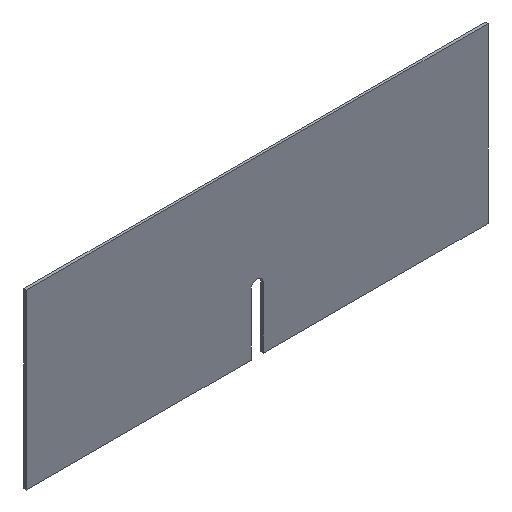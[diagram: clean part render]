
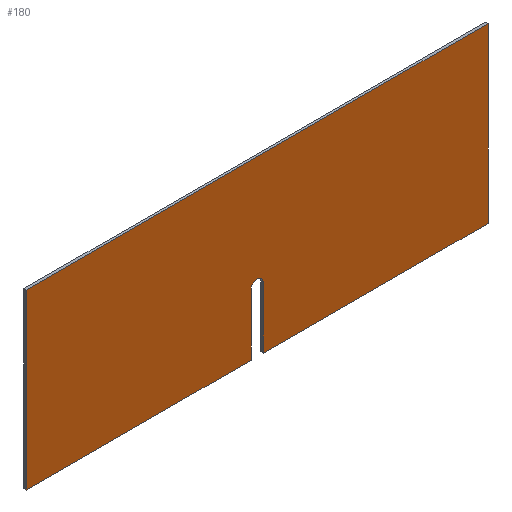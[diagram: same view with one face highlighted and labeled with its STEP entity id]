
A CAD part, isometric view. The second image highlights one B-rep face of the part: STEP entity #180.
In plain terms, the highlighted planar face has unit normal (0, -1, 0).
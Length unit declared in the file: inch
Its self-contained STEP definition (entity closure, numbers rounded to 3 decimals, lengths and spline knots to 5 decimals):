
#17=FACE_OUTER_BOUND('',#27,.T.);
#27=EDGE_LOOP('',(#123,#124,#125,#126,#127,#128,#129,#130));
#37=CIRCLE('',#199,0.3125);
#39=LINE('',#262,#61);
#40=LINE('',#266,#62);
#41=LINE('',#268,#63);
#42=LINE('',#270,#64);
#43=LINE('',#272,#65);
#44=LINE('',#274,#66);
#45=LINE('',#275,#67);
#61=VECTOR('',#214,3.1875);
#62=VECTOR('',#217,3.1875);
#63=VECTOR('',#218,11.6875);
#64=VECTOR('',#219,9.);
#65=VECTOR('',#220,24.);
#66=VECTOR('',#221,9.);
#67=VECTOR('',#222,11.6875);
#83=VERTEX_POINT('',#260);
#84=VERTEX_POINT('',#261);
#85=VERTEX_POINT('',#263);
#86=VERTEX_POINT('',#265);
#87=VERTEX_POINT('',#267);
#88=VERTEX_POINT('',#269);
#89=VERTEX_POINT('',#271);
#90=VERTEX_POINT('',#273);
#99=EDGE_CURVE('',#83,#84,#39,.T.);
#100=EDGE_CURVE('',#85,#83,#37,.T.);
#101=EDGE_CURVE('',#85,#86,#40,.T.);
#102=EDGE_CURVE('',#86,#87,#41,.T.);
#103=EDGE_CURVE('',#87,#88,#42,.T.);
#104=EDGE_CURVE('',#88,#89,#43,.T.);
#105=EDGE_CURVE('',#89,#90,#44,.T.);
#106=EDGE_CURVE('',#90,#84,#45,.T.);
#123=ORIENTED_EDGE('',*,*,#99,.F.);
#124=ORIENTED_EDGE('',*,*,#100,.F.);
#125=ORIENTED_EDGE('',*,*,#101,.T.);
#126=ORIENTED_EDGE('',*,*,#102,.T.);
#127=ORIENTED_EDGE('',*,*,#103,.T.);
#128=ORIENTED_EDGE('',*,*,#104,.T.);
#129=ORIENTED_EDGE('',*,*,#105,.T.);
#130=ORIENTED_EDGE('',*,*,#106,.T.);
#171=PLANE('',#198);
#180=ADVANCED_FACE('',(#17),#171,.F.);
#198=AXIS2_PLACEMENT_3D('',#259,#212,#213);
#199=AXIS2_PLACEMENT_3D('',#264,#215,#216);
#212=DIRECTION('center_axis',(0.,1.,0.));
#213=DIRECTION('ref_axis',(1.,0.,0.));
#214=DIRECTION('',(0.,0.,-1.));
#215=DIRECTION('center_axis',(0.,-1.,0.));
#216=DIRECTION('ref_axis',(1.,0.,0.));
#217=DIRECTION('',(0.,0.,-1.));
#218=DIRECTION('',(1.,0.,0.));
#219=DIRECTION('',(0.,0.,1.));
#220=DIRECTION('',(-1.,0.,0.));
#221=DIRECTION('',(0.,0.,-1.));
#222=DIRECTION('',(1.,0.,0.));
#259=CARTESIAN_POINT('Origin',(0.,0.,0.));
#260=CARTESIAN_POINT('',(-0.3125,0.,-1.3125));
#261=CARTESIAN_POINT('',(-0.3125,0.,-4.5));
#262=CARTESIAN_POINT('',(-0.3125,0.,-1.3125));
#263=CARTESIAN_POINT('',(0.3125,0.,-1.3125));
#264=CARTESIAN_POINT('Origin',(0.,0.,-1.3125));
#265=CARTESIAN_POINT('',(0.3125,0.,-4.5));
#266=CARTESIAN_POINT('',(0.3125,0.,-1.3125));
#267=CARTESIAN_POINT('',(12.,0.,-4.5));
#268=CARTESIAN_POINT('',(0.3125,0.,-4.5));
#269=CARTESIAN_POINT('',(12.,0.,4.5));
#270=CARTESIAN_POINT('',(12.,0.,-4.5));
#271=CARTESIAN_POINT('',(-12.,0.,4.5));
#272=CARTESIAN_POINT('',(12.,0.,4.5));
#273=CARTESIAN_POINT('',(-12.,0.,-4.5));
#274=CARTESIAN_POINT('',(-12.,0.,4.5));
#275=CARTESIAN_POINT('',(-12.,0.,-4.5));
